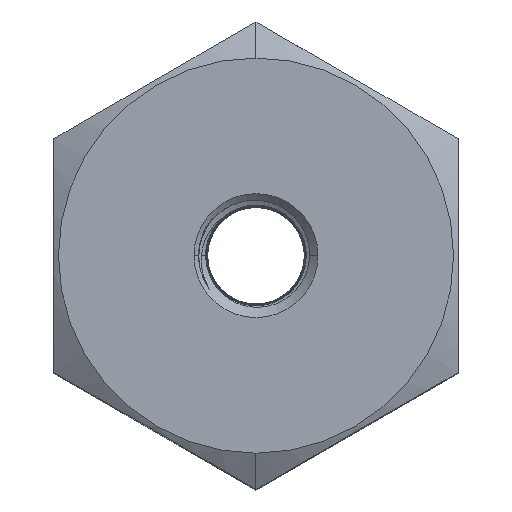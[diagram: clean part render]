
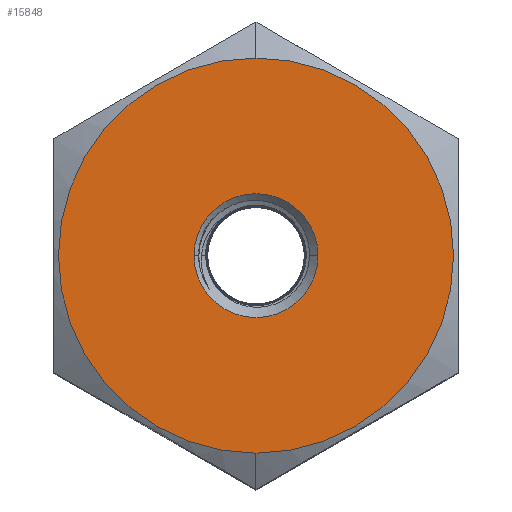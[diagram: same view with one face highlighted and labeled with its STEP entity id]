
A CAD part, top view. The second image highlights one B-rep face of the part: STEP entity #15848.
In plain terms, the highlighted planar face has unit normal (0, 0, 1).
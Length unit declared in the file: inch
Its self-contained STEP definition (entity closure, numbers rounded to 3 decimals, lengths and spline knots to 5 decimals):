
#199 = CARTESIAN_POINT ( 'NONE',  ( 0., -0.67125, 1.5 ) ) ;
#789 = ORIENTED_EDGE ( 'NONE', *, *, #14697, .F. ) ;
#838 = CARTESIAN_POINT ( 'NONE',  ( -0.2105, 0., 1.5 ) ) ;
#935 = ORIENTED_EDGE ( 'NONE', *, *, #1837, .F. ) ;
#1504 = CARTESIAN_POINT ( 'NONE',  ( 0.2105, 0., 1.5 ) ) ;
#1837 = EDGE_CURVE ( 'NONE', #10399, #2951, #2738, .T. ) ;
#1951 = ORIENTED_EDGE ( 'NONE', *, *, #2271, .F. ) ;
#2155 = AXIS2_PLACEMENT_3D ( 'NONE', #8399, #10976, #9582 ) ;
#2271 = EDGE_CURVE ( 'NONE', #7583, #9026, #2525, .T. ) ;
#2289 = AXIS2_PLACEMENT_3D ( 'NONE', #3977, #5376, #13310 ) ;
#2525 = CIRCLE ( 'NONE', #6541, 0.2105 ) ;
#2738 = CIRCLE ( 'NONE', #2289, 0.67125 ) ;
#2882 = DIRECTION ( 'NONE',  ( 1., 0., 0. ) ) ;
#2951 = VERTEX_POINT ( 'NONE', #199 ) ;
#3977 = CARTESIAN_POINT ( 'NONE',  ( 0., 0., 1.5 ) ) ;
#4275 = CIRCLE ( 'NONE', #2155, 0.2105 ) ;
#4418 = PLANE ( 'NONE',  #9671 ) ;
#4739 = ORIENTED_EDGE ( 'NONE', *, *, #16635, .F. ) ;
#5242 = CARTESIAN_POINT ( 'NONE',  ( 0., 0.67125, 1.5 ) ) ;
#5376 = DIRECTION ( 'NONE',  ( 0., 0., -1. ) ) ;
#5397 = CARTESIAN_POINT ( 'NONE',  ( 0., 0., 1.5 ) ) ;
#5694 = DIRECTION ( 'NONE',  ( 0., 0., 1. ) ) ;
#6174 = FACE_BOUND ( 'NONE', #13594, .T. ) ;
#6541 = AXIS2_PLACEMENT_3D ( 'NONE', #7521, #11552, #14270 ) ;
#7006 = FACE_OUTER_BOUND ( 'NONE', #13928, .T. ) ;
#7521 = CARTESIAN_POINT ( 'NONE',  ( 0., 0., 1.5 ) ) ;
#7583 = VERTEX_POINT ( 'NONE', #838 ) ;
#8399 = CARTESIAN_POINT ( 'NONE',  ( 0., 0., 1.5 ) ) ;
#9026 = VERTEX_POINT ( 'NONE', #1504 ) ;
#9582 = DIRECTION ( 'NONE',  ( 1., 0., 0. ) ) ;
#9671 = AXIS2_PLACEMENT_3D ( 'NONE', #12352, #5694, #2882 ) ;
#10399 = VERTEX_POINT ( 'NONE', #5242 ) ;
#10976 = DIRECTION ( 'NONE',  ( 0., 0., 1. ) ) ;
#11552 = DIRECTION ( 'NONE',  ( 0., 0., 1. ) ) ;
#12352 = CARTESIAN_POINT ( 'NONE',  ( 0., 0.79386, 1.5 ) ) ;
#13221 = DIRECTION ( 'NONE',  ( 0., 0., -1. ) ) ;
#13310 = DIRECTION ( 'NONE',  ( 0., 1., 0. ) ) ;
#13594 = EDGE_LOOP ( 'NONE', ( #4739, #1951 ) ) ;
#13928 = EDGE_LOOP ( 'NONE', ( #935, #789 ) ) ;
#14270 = DIRECTION ( 'NONE',  ( 1., 0., 0. ) ) ;
#14489 = AXIS2_PLACEMENT_3D ( 'NONE', #5397, #13221, #16094 ) ;
#14697 = EDGE_CURVE ( 'NONE', #2951, #10399, #16021, .T. ) ;
#15848 = ADVANCED_FACE ( 'NONE', ( #7006, #6174 ), #4418, .T. ) ;
#16021 = CIRCLE ( 'NONE', #14489, 0.67125 ) ;
#16094 = DIRECTION ( 'NONE',  ( 0., 1., 0. ) ) ;
#16635 = EDGE_CURVE ( 'NONE', #9026, #7583, #4275, .T. ) ;
